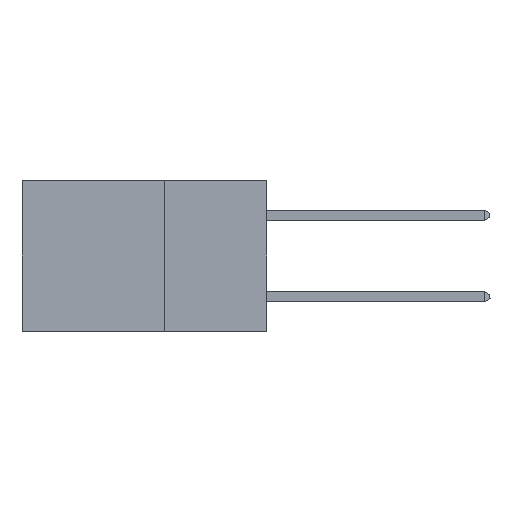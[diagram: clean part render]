
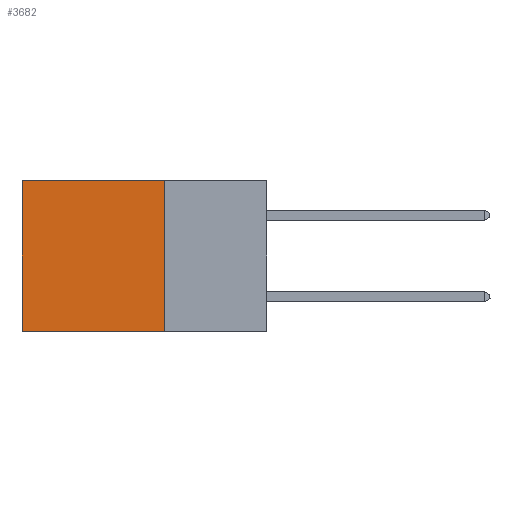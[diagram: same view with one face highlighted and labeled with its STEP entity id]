
A CAD part, left-side view. The second image highlights one B-rep face of the part: STEP entity #3682.
In plain terms, the highlighted planar face has unit normal (-1, 0, 0).
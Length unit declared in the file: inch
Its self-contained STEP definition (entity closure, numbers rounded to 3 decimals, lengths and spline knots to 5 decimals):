
#1283 = VECTOR ( 'NONE', #16314, 39.37008 ) ;
#1726 = DIRECTION ( 'NONE',  ( 0., 0., -1. ) ) ;
#2580 = CARTESIAN_POINT ( 'NONE',  ( 0.2875, 0.6, -0.37 ) ) ;
#3579 = CARTESIAN_POINT ( 'NONE',  ( 0.2875, 0.25, -0.37 ) ) ;
#3682 = ADVANCED_FACE ( 'NONE', ( #23904 ), #15525, .F. ) ;
#3785 = CARTESIAN_POINT ( 'NONE',  ( 0.2875, 0.25, 0. ) ) ;
#4403 = VERTEX_POINT ( 'NONE', #13212 ) ;
#4885 = AXIS2_PLACEMENT_3D ( 'NONE', #3785, #21083, #1726 ) ;
#5416 = LINE ( 'NONE', #3579, #23914 ) ;
#6286 = CARTESIAN_POINT ( 'NONE',  ( 0.2875, 0.25, 0. ) ) ;
#6461 = LINE ( 'NONE', #6286, #1283 ) ;
#6794 = EDGE_CURVE ( 'NONE', #4403, #18486, #17916, .T. ) ;
#6883 = CARTESIAN_POINT ( 'NONE',  ( 0.2875, 0.25, 0. ) ) ;
#7003 = EDGE_CURVE ( 'NONE', #20103, #18486, #5416, .T. ) ;
#7873 = VECTOR ( 'NONE', #12535, 39.37008 ) ;
#8541 = CARTESIAN_POINT ( 'NONE',  ( 0.2875, 0.6, 0. ) ) ;
#8619 = ORIENTED_EDGE ( 'NONE', *, *, #7003, .F. ) ;
#10832 = EDGE_CURVE ( 'NONE', #21346, #20103, #6461, .T. ) ;
#11483 = VECTOR ( 'NONE', #12863, 39.37008 ) ;
#12535 = DIRECTION ( 'NONE',  ( 0., 0., -1. ) ) ;
#12676 = ORIENTED_EDGE ( 'NONE', *, *, #21271, .T. ) ;
#12863 = DIRECTION ( 'NONE',  ( 0., 1., 0. ) ) ;
#13045 = ORIENTED_EDGE ( 'NONE', *, *, #10832, .F. ) ;
#13212 = CARTESIAN_POINT ( 'NONE',  ( 0.2875, 0.6, 0. ) ) ;
#14710 = CARTESIAN_POINT ( 'NONE',  ( 0.2875, 0.25, 0. ) ) ;
#15525 = PLANE ( 'NONE',  #4885 ) ;
#16314 = DIRECTION ( 'NONE',  ( 0., 0., -1. ) ) ;
#16910 = CARTESIAN_POINT ( 'NONE',  ( 0.2875, 0.25, -0.37 ) ) ;
#17172 = DIRECTION ( 'NONE',  ( 0., 1., 0. ) ) ;
#17181 = EDGE_LOOP ( 'NONE', ( #23575, #8619, #13045, #12676 ) ) ;
#17916 = LINE ( 'NONE', #8541, #7873 ) ;
#18486 = VERTEX_POINT ( 'NONE', #2580 ) ;
#20103 = VERTEX_POINT ( 'NONE', #16910 ) ;
#21083 = DIRECTION ( 'NONE',  ( 1., 0., 0. ) ) ;
#21157 = LINE ( 'NONE', #14710, #11483 ) ;
#21271 = EDGE_CURVE ( 'NONE', #21346, #4403, #21157, .T. ) ;
#21346 = VERTEX_POINT ( 'NONE', #6883 ) ;
#23575 = ORIENTED_EDGE ( 'NONE', *, *, #6794, .T. ) ;
#23904 = FACE_OUTER_BOUND ( 'NONE', #17181, .T. ) ;
#23914 = VECTOR ( 'NONE', #17172, 39.37008 ) ;
